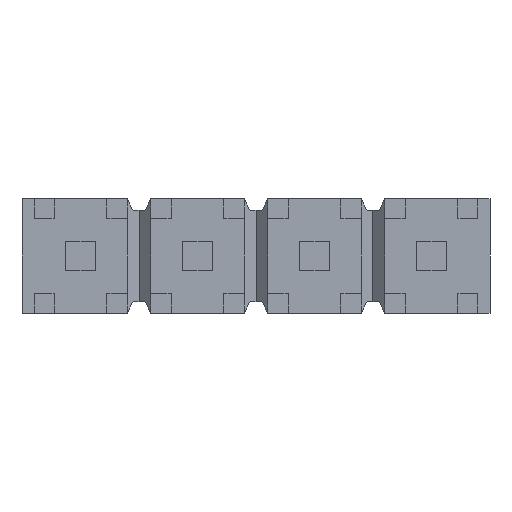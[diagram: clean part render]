
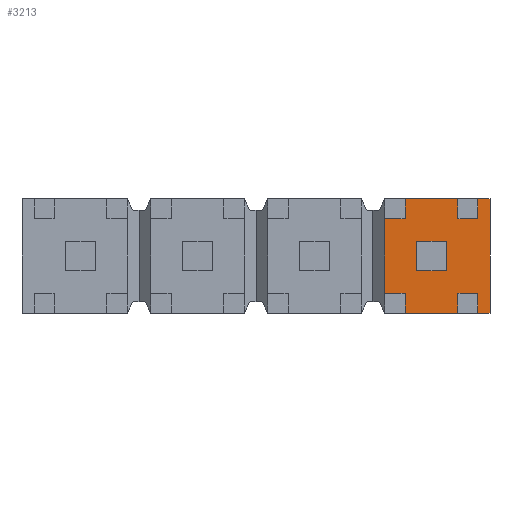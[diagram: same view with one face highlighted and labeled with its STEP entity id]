
A CAD part, front view. The second image highlights one B-rep face of the part: STEP entity #3213.
In plain terms, the highlighted planar face has unit normal (0, -1, 0).
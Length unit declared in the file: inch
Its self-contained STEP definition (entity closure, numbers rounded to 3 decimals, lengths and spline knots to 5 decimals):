
#495=ORIENTED_EDGE('',*,*,#1243,.T.);
#496=ORIENTED_EDGE('',*,*,#1028,.T.);
#497=ORIENTED_EDGE('',*,*,#1154,.T.);
#498=ORIENTED_EDGE('',*,*,#1245,.T.);
#499=ORIENTED_EDGE('',*,*,#1185,.F.);
#500=ORIENTED_EDGE('',*,*,#1024,.T.);
#501=ORIENTED_EDGE('',*,*,#1190,.T.);
#502=ORIENTED_EDGE('',*,*,#1246,.T.);
#503=ORIENTED_EDGE('',*,*,#1001,.F.);
#504=ORIENTED_EDGE('',*,*,#1247,.F.);
#505=ORIENTED_EDGE('',*,*,#1191,.T.);
#506=ORIENTED_EDGE('',*,*,#1089,.T.);
#507=ORIENTED_EDGE('',*,*,#1188,.F.);
#508=ORIENTED_EDGE('',*,*,#1248,.F.);
#509=ORIENTED_EDGE('',*,*,#1155,.T.);
#510=ORIENTED_EDGE('',*,*,#1085,.T.);
#511=ORIENTED_EDGE('',*,*,#1233,.F.);
#512=ORIENTED_EDGE('',*,*,#1200,.F.);
#513=ORIENTED_EDGE('',*,*,#1197,.F.);
#514=ORIENTED_EDGE('',*,*,#1194,.F.);
#1001=EDGE_CURVE('',#1446,#1440,#1739,.T.);
#1024=EDGE_CURVE('',#1465,#1464,#1762,.T.);
#1028=EDGE_CURVE('',#1469,#1468,#1766,.T.);
#1085=EDGE_CURVE('',#1506,#1505,#1823,.T.);
#1089=EDGE_CURVE('',#1510,#1509,#1827,.T.);
#1154=EDGE_CURVE('',#1468,#1545,#1892,.T.);
#1155=EDGE_CURVE('',#1546,#1506,#1893,.T.);
#1185=EDGE_CURVE('',#1465,#1561,#1923,.T.);
#1188=EDGE_CURVE('',#1562,#1509,#1926,.T.);
#1190=EDGE_CURVE('',#1464,#1563,#1928,.T.);
#1191=EDGE_CURVE('',#1564,#1510,#1929,.T.);
#1194=EDGE_CURVE('',#1566,#1567,#1932,.T.);
#1197=EDGE_CURVE('',#1567,#1569,#1935,.T.);
#1200=EDGE_CURVE('',#1569,#1571,#1938,.T.);
#1233=EDGE_CURVE('',#1571,#1566,#1971,.T.);
#1243=EDGE_CURVE('',#1505,#1469,#1981,.T.);
#1245=EDGE_CURVE('',#1545,#1561,#1983,.T.);
#1246=EDGE_CURVE('',#1563,#1440,#1984,.T.);
#1247=EDGE_CURVE('',#1564,#1446,#1985,.T.);
#1248=EDGE_CURVE('',#1546,#1562,#1986,.T.);
#1440=VERTEX_POINT('',#4438);
#1446=VERTEX_POINT('',#4450);
#1464=VERTEX_POINT('',#4494);
#1465=VERTEX_POINT('',#4496);
#1468=VERTEX_POINT('',#4502);
#1469=VERTEX_POINT('',#4504);
#1505=VERTEX_POINT('',#4602);
#1506=VERTEX_POINT('',#4604);
#1509=VERTEX_POINT('',#4610);
#1510=VERTEX_POINT('',#4612);
#1545=VERTEX_POINT('',#4740);
#1546=VERTEX_POINT('',#4744);
#1561=VERTEX_POINT('',#4804);
#1562=VERTEX_POINT('',#4808);
#1563=VERTEX_POINT('',#4812);
#1564=VERTEX_POINT('',#4816);
#1566=VERTEX_POINT('',#4821);
#1567=VERTEX_POINT('',#4823);
#1569=VERTEX_POINT('',#4829);
#1571=VERTEX_POINT('',#4835);
#1739=LINE('',#4451,#2189);
#1762=LINE('',#4495,#2212);
#1766=LINE('',#4503,#2216);
#1823=LINE('',#4603,#2273);
#1827=LINE('',#4611,#2277);
#1892=LINE('',#4741,#2342);
#1893=LINE('',#4743,#2343);
#1923=LINE('',#4803,#2373);
#1926=LINE('',#4809,#2376);
#1928=LINE('',#4813,#2378);
#1929=LINE('',#4815,#2379);
#1932=LINE('',#4822,#2382);
#1935=LINE('',#4828,#2385);
#1938=LINE('',#4834,#2388);
#1971=LINE('',#4903,#2421);
#1981=LINE('',#4918,#2431);
#1983=LINE('',#4925,#2433);
#1984=LINE('',#4926,#2434);
#1985=LINE('',#4927,#2435);
#1986=LINE('',#4928,#2436);
#2189=VECTOR('',#3593,39.37008);
#2212=VECTOR('',#3622,39.37008);
#2216=VECTOR('',#3626,39.37008);
#2273=VECTOR('',#3695,39.37008);
#2277=VECTOR('',#3699,39.37008);
#2342=VECTOR('',#3822,39.37008);
#2343=VECTOR('',#3825,39.37008);
#2373=VECTOR('',#3885,39.37008);
#2376=VECTOR('',#3890,39.37008);
#2378=VECTOR('',#3894,39.37008);
#2379=VECTOR('',#3897,39.37008);
#2382=VECTOR('',#3902,39.37008);
#2385=VECTOR('',#3907,39.37008);
#2388=VECTOR('',#3912,39.37008);
#2421=VECTOR('',#3965,39.37008);
#2431=VECTOR('',#3985,39.37008);
#2433=VECTOR('',#3997,39.37008);
#2434=VECTOR('',#3998,39.37008);
#2435=VECTOR('',#3999,39.37008);
#2436=VECTOR('',#4000,39.37008);
#2663=EDGE_LOOP('',(#495,#496,#497,#498,#499,#500,#501,#502,#503,#504,#505,
#506,#507,#508,#509,#510));
#2664=EDGE_LOOP('',(#511,#512,#513,#514));
#2853=FACE_BOUND('',#2663,.T.);
#2854=FACE_BOUND('',#2664,.T.);
#3039=PLANE('',#3413);
#3213=ADVANCED_FACE('',(#2853,#2854),#3039,.T.);
#3413=AXIS2_PLACEMENT_3D('',#4924,#3995,#3996);
#3593=DIRECTION('',(0.,0.,1.));
#3622=DIRECTION('',(-1.,0.,0.));
#3626=DIRECTION('',(-1.,0.,0.));
#3695=DIRECTION('',(1.,0.,0.));
#3699=DIRECTION('',(1.,0.,0.));
#3822=DIRECTION('',(0.,0.,-1.));
#3825=DIRECTION('',(0.,0.,-1.));
#3885=DIRECTION('',(0.,0.,-1.));
#3890=DIRECTION('',(0.,0.,-1.));
#3894=DIRECTION('',(0.,0.,-1.));
#3897=DIRECTION('',(0.,0.,-1.));
#3902=DIRECTION('',(1.,0.,0.));
#3907=DIRECTION('',(0.,0.,1.));
#3912=DIRECTION('',(-1.,0.,0.));
#3965=DIRECTION('',(0.,0.,-1.));
#3985=DIRECTION('',(0.,0.,1.));
#3995=DIRECTION('',(0.,-1.,0.));
#3996=DIRECTION('',(0.,0.,-1.));
#3997=DIRECTION('',(-1.,0.,0.));
#3998=DIRECTION('',(-1.,0.,0.));
#3999=DIRECTION('',(-1.,0.,0.));
#4000=DIRECTION('',(-1.,0.,0.));
#4438=CARTESIAN_POINT('',(0.11,0.02,0.032));
#4450=CARTESIAN_POINT('',(0.11,0.02,-0.032));
#4451=CARTESIAN_POINT('',(0.11,0.02,0.4));
#4494=CARTESIAN_POINT('',(0.1274,0.02,0.049));
#4495=CARTESIAN_POINT('',(-0.2,0.02,0.049));
#4496=CARTESIAN_POINT('',(0.1726,0.02,0.049));
#4502=CARTESIAN_POINT('',(0.1896,0.02,0.049));
#4503=CARTESIAN_POINT('',(-0.2,0.02,0.049));
#4504=CARTESIAN_POINT('',(0.2,0.02,0.049));
#4602=CARTESIAN_POINT('',(0.2,0.02,-0.049));
#4603=CARTESIAN_POINT('',(0.2,0.02,-0.049));
#4604=CARTESIAN_POINT('',(0.1896,0.02,-0.049));
#4610=CARTESIAN_POINT('',(0.1726,0.02,-0.049));
#4611=CARTESIAN_POINT('',(0.2,0.02,-0.049));
#4612=CARTESIAN_POINT('',(0.1274,0.02,-0.049));
#4740=CARTESIAN_POINT('',(0.1896,0.02,0.032));
#4741=CARTESIAN_POINT('',(0.1896,0.02,0.098));
#4743=CARTESIAN_POINT('',(0.1896,0.02,0.098));
#4744=CARTESIAN_POINT('',(0.1896,0.02,-0.032));
#4803=CARTESIAN_POINT('',(0.1726,0.02,0.098));
#4804=CARTESIAN_POINT('',(0.1726,0.02,0.032));
#4808=CARTESIAN_POINT('',(0.1726,0.02,-0.032));
#4809=CARTESIAN_POINT('',(0.1726,0.02,0.098));
#4812=CARTESIAN_POINT('',(0.1274,0.02,0.032));
#4813=CARTESIAN_POINT('',(0.1274,0.02,0.098));
#4815=CARTESIAN_POINT('',(0.1274,0.02,0.098));
#4816=CARTESIAN_POINT('',(0.1274,0.02,-0.032));
#4821=CARTESIAN_POINT('',(0.1375,0.02,-0.0125));
#4822=CARTESIAN_POINT('',(0.1625,0.02,-0.0125));
#4823=CARTESIAN_POINT('',(0.1625,0.02,-0.0125));
#4828=CARTESIAN_POINT('',(0.1625,0.02,0.0125));
#4829=CARTESIAN_POINT('',(0.1625,0.02,0.0125));
#4834=CARTESIAN_POINT('',(0.1375,0.02,0.0125));
#4835=CARTESIAN_POINT('',(0.1375,0.02,0.0125));
#4903=CARTESIAN_POINT('',(0.1375,0.02,-0.0125));
#4918=CARTESIAN_POINT('',(0.2,0.02,0.049));
#4924=CARTESIAN_POINT('',(0.2348,0.02,0.098));
#4925=CARTESIAN_POINT('',(0.4,0.02,0.032));
#4926=CARTESIAN_POINT('',(0.4,0.02,0.032));
#4927=CARTESIAN_POINT('',(0.4,0.02,-0.032));
#4928=CARTESIAN_POINT('',(0.4,0.02,-0.032));
